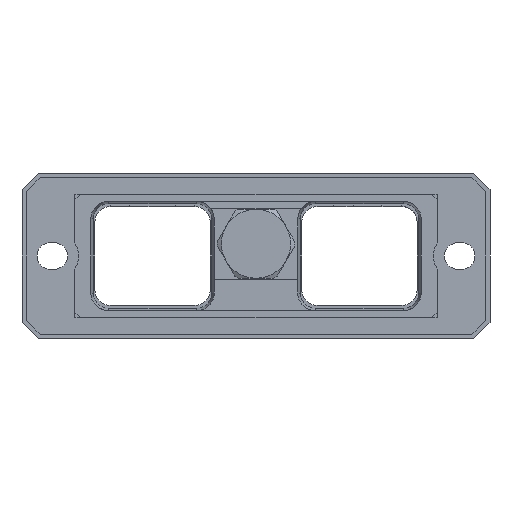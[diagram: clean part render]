
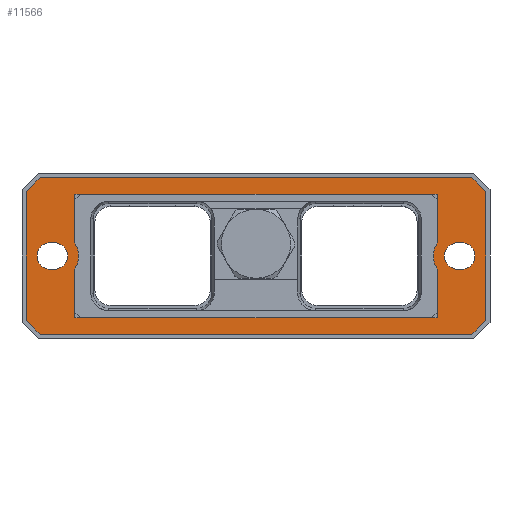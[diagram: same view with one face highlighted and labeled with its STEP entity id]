
A CAD part, front view. The second image highlights one B-rep face of the part: STEP entity #11566.
In plain terms, the highlighted planar face has unit normal (0, -1, 0).
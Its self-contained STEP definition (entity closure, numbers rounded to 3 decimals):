
#9=DIRECTION('',(-1.,0.,0.));
#10=VECTOR('',#9,44.498);
#11=CARTESIAN_POINT('',(22.249,-9.654,-7.579));
#12=LINE('',#11,#10);
#83=DIRECTION('',(0.,0.,-1.));
#84=VECTOR('',#83,5.966);
#85=CARTESIAN_POINT('',(-22.249,-9.654,7.579));
#86=LINE('',#85,#84);
#95=DIRECTION('',(-0.707,0.,-0.707));
#96=VECTOR('',#95,2.413);
#97=CARTESIAN_POINT('',(28.196,-9.654,-7.905));
#98=LINE('',#97,#96);
#99=DIRECTION('',(1.,0.,0.));
#100=VECTOR('',#99,52.98);
#101=CARTESIAN_POINT('',(-26.49,-9.654,-9.611));
#102=LINE('',#101,#100);
#103=DIRECTION('',(-0.707,0.,0.707));
#104=VECTOR('',#103,2.413);
#105=CARTESIAN_POINT('',(-26.49,-9.654,-9.611));
#106=LINE('',#105,#104);
#107=DIRECTION('',(0.707,0.,0.707));
#108=VECTOR('',#107,2.413);
#109=CARTESIAN_POINT('',(-28.196,-9.654,7.905));
#110=LINE('',#109,#108);
#111=DIRECTION('',(1.,0.,0.));
#112=VECTOR('',#111,52.98);
#113=CARTESIAN_POINT('',(-26.49,-9.654,9.611));
#114=LINE('',#113,#112);
#115=DIRECTION('',(0.707,0.,-0.707));
#116=VECTOR('',#115,2.413);
#117=CARTESIAN_POINT('',(26.49,-9.654,9.611));
#118=LINE('',#117,#116);
#119=CARTESIAN_POINT('',(-25.25,-9.654,0.));
#120=DIRECTION('',(0.,1.,0.));
#121=DIRECTION('',(0.,0.,-1.));
#122=AXIS2_PLACEMENT_3D('',#119,#120,#121);
#124=DIRECTION('',(-1.,0.,0.));
#125=VECTOR('',#124,0.5);
#126=CARTESIAN_POINT('',(-24.75,-9.654,-1.626));
#127=LINE('',#126,#125);
#128=CARTESIAN_POINT('',(-24.75,-9.654,0.));
#129=DIRECTION('',(0.,1.,0.));
#130=DIRECTION('',(0.,0.,1.));
#131=AXIS2_PLACEMENT_3D('',#128,#129,#130);
#133=DIRECTION('',(1.,0.,0.));
#134=VECTOR('',#133,0.5);
#135=CARTESIAN_POINT('',(-25.25,-9.654,1.626));
#136=LINE('',#135,#134);
#137=DIRECTION('',(-1.,0.,0.));
#138=VECTOR('',#137,0.5);
#139=CARTESIAN_POINT('',(25.25,-9.654,-1.626));
#140=LINE('',#139,#138);
#141=CARTESIAN_POINT('',(25.25,-9.654,0.));
#142=DIRECTION('',(0.,1.,0.));
#143=DIRECTION('',(0.,0.,1.));
#144=AXIS2_PLACEMENT_3D('',#141,#142,#143);
#146=DIRECTION('',(1.,0.,0.));
#147=VECTOR('',#146,0.5);
#148=CARTESIAN_POINT('',(24.75,-9.654,1.626));
#149=LINE('',#148,#147);
#150=CARTESIAN_POINT('',(24.75,-9.654,0.));
#151=DIRECTION('',(0.,1.,0.));
#152=DIRECTION('',(0.,0.,-1.));
#153=AXIS2_PLACEMENT_3D('',#150,#151,#152);
#155=CARTESIAN_POINT('',(24.75,-9.654,0.));
#156=DIRECTION('',(0.,1.,0.));
#157=DIRECTION('',(-0.84,0.,-0.542));
#158=AXIS2_PLACEMENT_3D('',#155,#156,#157);
#160=CARTESIAN_POINT('',(-24.75,-9.654,0.));
#161=DIRECTION('',(0.,1.,0.));
#162=DIRECTION('',(0.84,0.,0.542));
#163=AXIS2_PLACEMENT_3D('',#160,#161,#162);
#165=DIRECTION('',(0.,0.,1.));
#166=VECTOR('',#165,15.81);
#167=CARTESIAN_POINT('',(28.196,-9.654,-7.905));
#168=LINE('',#167,#166);
#197=DIRECTION('',(0.,0.,-1.));
#198=VECTOR('',#197,15.81);
#199=CARTESIAN_POINT('',(-28.196,-9.654,7.905));
#200=LINE('',#199,#198);
#8562=DIRECTION('',(0.,0.,-1.));
#8563=VECTOR('',#8562,5.966);
#8564=CARTESIAN_POINT('',(22.249,-9.654,-1.613));
#8565=LINE('',#8564,#8563);
#8594=DIRECTION('',(0.,0.,-1.));
#8595=VECTOR('',#8594,5.966);
#8596=CARTESIAN_POINT('',(22.249,-9.654,7.579));
#8597=LINE('',#8596,#8595);
#8622=DIRECTION('',(-1.,0.,0.));
#8623=VECTOR('',#8622,44.498);
#8624=CARTESIAN_POINT('',(22.249,-9.654,7.579));
#8625=LINE('',#8624,#8623);
#9250=DIRECTION('',(0.,0.,-1.));
#9251=VECTOR('',#9250,5.966);
#9252=CARTESIAN_POINT('',(-22.249,-9.654,-1.613));
#9253=LINE('',#9252,#9251);
#9262=CARTESIAN_POINT('',(22.249,-9.654,-7.579));
#9263=CARTESIAN_POINT('',(-22.249,-9.654,-7.579));
#9264=VERTEX_POINT('',#9262);
#9265=VERTEX_POINT('',#9263);
#9270=CARTESIAN_POINT('',(22.249,-9.654,7.579));
#9271=CARTESIAN_POINT('',(-22.249,-9.654,7.579));
#9272=VERTEX_POINT('',#9270);
#9273=VERTEX_POINT('',#9271);
#9370=CARTESIAN_POINT('',(-25.25,-9.654,-1.626));
#9371=CARTESIAN_POINT('',(-25.25,-9.654,1.626));
#9372=VERTEX_POINT('',#9370);
#9373=VERTEX_POINT('',#9371);
#9374=CARTESIAN_POINT('',(-24.75,-9.654,1.626));
#9375=VERTEX_POINT('',#9374);
#9376=CARTESIAN_POINT('',(-24.75,-9.654,-1.626));
#9377=VERTEX_POINT('',#9376);
#9378=CARTESIAN_POINT('',(25.25,-9.654,-1.626));
#9379=CARTESIAN_POINT('',(24.75,-9.654,-1.626));
#9380=VERTEX_POINT('',#9378);
#9381=VERTEX_POINT('',#9379);
#9382=CARTESIAN_POINT('',(24.75,-9.654,1.626));
#9383=VERTEX_POINT('',#9382);
#9384=CARTESIAN_POINT('',(25.25,-9.654,1.626));
#9385=VERTEX_POINT('',#9384);
#9399=CARTESIAN_POINT('',(-22.249,-9.654,1.613));
#9401=VERTEX_POINT('',#9399);
#9403=CARTESIAN_POINT('',(-22.249,-9.654,-1.613));
#9405=VERTEX_POINT('',#9403);
#9410=CARTESIAN_POINT('',(22.249,-9.654,-1.613));
#9411=VERTEX_POINT('',#9410);
#9412=CARTESIAN_POINT('',(22.249,-9.654,1.613));
#9413=VERTEX_POINT('',#9412);
#10860=CARTESIAN_POINT('',(28.196,-9.654,-7.905));
#10861=CARTESIAN_POINT('',(26.49,-9.654,-9.611));
#10862=VERTEX_POINT('',#10860);
#10863=VERTEX_POINT('',#10861);
#10864=CARTESIAN_POINT('',(26.49,-9.654,9.611));
#10865=CARTESIAN_POINT('',(28.196,-9.654,7.905));
#10866=VERTEX_POINT('',#10864);
#10867=VERTEX_POINT('',#10865);
#10868=CARTESIAN_POINT('',(-26.49,-9.654,-9.611));
#10869=CARTESIAN_POINT('',(-28.196,-9.654,-7.905));
#10870=VERTEX_POINT('',#10868);
#10871=VERTEX_POINT('',#10869);
#10872=CARTESIAN_POINT('',(-28.196,-9.654,7.905));
#10873=CARTESIAN_POINT('',(-26.49,-9.654,9.611));
#10874=VERTEX_POINT('',#10872);
#10875=VERTEX_POINT('',#10873);
#11508=CARTESIAN_POINT('',(22.225,-9.654,-7.555));
#11509=DIRECTION('',(0.,1.,0.));
#11510=DIRECTION('',(1.,0.,0.));
#11511=AXIS2_PLACEMENT_3D('',#11508,#11509,#11510);
#11512=PLANE('',#11511);
#11514=ORIENTED_EDGE('',*,*,#11513,.F.);
#11516=ORIENTED_EDGE('',*,*,#11515,.T.);
#11518=ORIENTED_EDGE('',*,*,#11517,.F.);
#11520=ORIENTED_EDGE('',*,*,#11519,.T.);
#11522=ORIENTED_EDGE('',*,*,#11521,.F.);
#11524=ORIENTED_EDGE('',*,*,#11523,.T.);
#11526=ORIENTED_EDGE('',*,*,#11525,.T.);
#11528=ORIENTED_EDGE('',*,*,#11527,.T.);
#11529=EDGE_LOOP('',(#11514,#11516,#11518,#11520,#11522,#11524,#11526,#11528));
#11530=FACE_OUTER_BOUND('',#11529,.F.);
#11532=ORIENTED_EDGE('',*,*,#11531,.F.);
#11534=ORIENTED_EDGE('',*,*,#11533,.F.);
#11536=ORIENTED_EDGE('',*,*,#11535,.F.);
#11538=ORIENTED_EDGE('',*,*,#11537,.F.);
#11539=EDGE_LOOP('',(#11532,#11534,#11536,#11538));
#11540=FACE_BOUND('',#11539,.F.);
#11542=ORIENTED_EDGE('',*,*,#11541,.F.);
#11544=ORIENTED_EDGE('',*,*,#11543,.F.);
#11546=ORIENTED_EDGE('',*,*,#11545,.F.);
#11548=ORIENTED_EDGE('',*,*,#11547,.F.);
#11549=EDGE_LOOP('',(#11542,#11544,#11546,#11548));
#11550=FACE_BOUND('',#11549,.F.);
#11552=ORIENTED_EDGE('',*,*,#11551,.F.);
#11554=ORIENTED_EDGE('',*,*,#11553,.T.);
#11556=ORIENTED_EDGE('',*,*,#11555,.F.);
#11558=ORIENTED_EDGE('',*,*,#11557,.T.);
#11559=ORIENTED_EDGE('',*,*,#11496,.T.);
#11560=ORIENTED_EDGE('',*,*,#11485,.T.);
#11562=ORIENTED_EDGE('',*,*,#11561,.T.);
#11563=ORIENTED_EDGE('',*,*,#11385,.F.);
#11564=EDGE_LOOP('',(#11552,#11554,#11556,#11558,#11559,#11560,#11562,#11563));
#11565=FACE_BOUND('',#11564,.F.);
#11566=ADVANCED_FACE('',(#11530,#11540,#11550,#11565),#11512,.F.);
#123=CIRCLE('',#122,1.626);
#132=CIRCLE('',#131,1.626);
#145=CIRCLE('',#144,1.626);
#154=CIRCLE('',#153,1.626);
#159=CIRCLE('',#158,2.976);
#164=CIRCLE('',#163,2.976);
#11385=EDGE_CURVE('',#9264,#9265,#12,.T.);
#11485=EDGE_CURVE('',#9401,#9405,#164,.T.);
#11496=EDGE_CURVE('',#9273,#9401,#86,.T.);
#11513=EDGE_CURVE('',#10862,#10867,#168,.T.);
#11515=EDGE_CURVE('',#10862,#10863,#98,.T.);
#11517=EDGE_CURVE('',#10870,#10863,#102,.T.);
#11519=EDGE_CURVE('',#10870,#10871,#106,.T.);
#11521=EDGE_CURVE('',#10874,#10871,#200,.T.);
#11523=EDGE_CURVE('',#10874,#10875,#110,.T.);
#11525=EDGE_CURVE('',#10875,#10866,#114,.T.);
#11527=EDGE_CURVE('',#10866,#10867,#118,.T.);
#11531=EDGE_CURVE('',#9372,#9373,#123,.T.);
#11533=EDGE_CURVE('',#9377,#9372,#127,.T.);
#11535=EDGE_CURVE('',#9375,#9377,#132,.T.);
#11537=EDGE_CURVE('',#9373,#9375,#136,.T.);
#11541=EDGE_CURVE('',#9380,#9381,#140,.T.);
#11543=EDGE_CURVE('',#9385,#9380,#145,.T.);
#11545=EDGE_CURVE('',#9383,#9385,#149,.T.);
#11547=EDGE_CURVE('',#9381,#9383,#154,.T.);
#11551=EDGE_CURVE('',#9411,#9264,#8565,.T.);
#11553=EDGE_CURVE('',#9411,#9413,#159,.T.);
#11555=EDGE_CURVE('',#9272,#9413,#8597,.T.);
#11557=EDGE_CURVE('',#9272,#9273,#8625,.T.);
#11561=EDGE_CURVE('',#9405,#9265,#9253,.T.);
